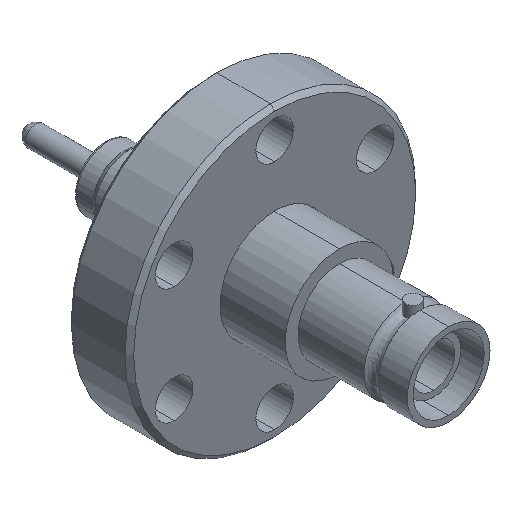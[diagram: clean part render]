
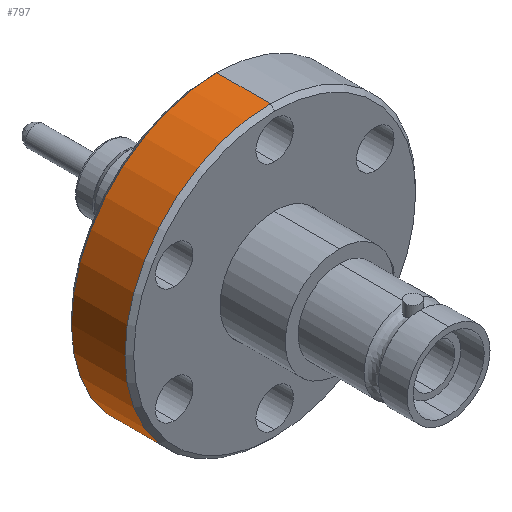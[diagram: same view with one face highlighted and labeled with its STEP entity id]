
A CAD part, isometric view. The second image highlights one B-rep face of the part: STEP entity #797.
In plain terms, the highlighted cylindrical face has radius 16.891 mm (diameter 33.782 mm), a partial arc.
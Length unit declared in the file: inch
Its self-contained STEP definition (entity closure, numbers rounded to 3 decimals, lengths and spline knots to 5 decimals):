
#625 = EDGE_CURVE ( 'NONE', #3600, #3431, #1102, .T. ) ;
#628 = EDGE_CURVE ( 'NONE', #3479, #3571, #1113, .T. ) ;
#740 = EDGE_CURVE ( 'NONE', #3479, #3600, #876, .T. ) ;
#741 = EDGE_CURVE ( 'NONE', #3571, #3431, #871, .T. ) ;
#797 = ADVANCED_FACE ( 'NONE', ( #2837 ), #2840, .T. ) ;
#862 = AXIS2_PLACEMENT_3D ( 'NONE', #1564, #1565, #1566 ) ;
#867 = AXIS2_PLACEMENT_3D ( 'NONE', #1561, #1562, #1563 ) ;
#871 = CIRCLE ( 'NONE', #862, 0.665 ) ;
#876 = CIRCLE ( 'NONE', #867, 0.665 ) ;
#1102 = LINE ( 'NONE', #1110, #2551 ) ;
#1110 = CARTESIAN_POINT ( 'NONE',  ( 0., 0., -0.665 ) ) ;
#1111 = DIRECTION ( 'NONE',  ( 0., -1., 0. ) ) ;
#1113 = LINE ( 'NONE', #1119, #2537 ) ;
#1119 = CARTESIAN_POINT ( 'NONE',  ( 0., 0., 0.665 ) ) ;
#1120 = DIRECTION ( 'NONE',  ( 0., -1., 0. ) ) ;
#1561 = CARTESIAN_POINT ( 'NONE',  ( 0., 0.265, 0. ) ) ;
#1562 = DIRECTION ( 'NONE',  ( 0., -1., 0. ) ) ;
#1563 = DIRECTION ( 'NONE',  ( 0., 0., -1. ) ) ;
#1564 = CARTESIAN_POINT ( 'NONE',  ( 0., 0.02, 0. ) ) ;
#1565 = DIRECTION ( 'NONE',  ( 0., -1., 0. ) ) ;
#1566 = DIRECTION ( 'NONE',  ( 0., 0., -1. ) ) ;
#2192 = ORIENTED_EDGE ( 'NONE', *, *, #741, .F. ) ;
#2193 = ORIENTED_EDGE ( 'NONE', *, *, #625, .T. ) ;
#2194 = ORIENTED_EDGE ( 'NONE', *, *, #740, .T. ) ;
#2195 = ORIENTED_EDGE ( 'NONE', *, *, #628, .F. ) ;
#2537 = VECTOR ( 'NONE', #1120, 39.37008 ) ;
#2551 = VECTOR ( 'NONE', #1111, 39.37008 ) ;
#2830 = DIRECTION ( 'NONE',  ( 0., -1., 0. ) ) ;
#2837 = FACE_OUTER_BOUND ( 'NONE', #3347, .T. ) ;
#2838 = CARTESIAN_POINT ( 'NONE',  ( 0., 0., 0. ) ) ;
#2840 = CYLINDRICAL_SURFACE ( 'NONE', #3286, 0.665 ) ;
#2841 = DIRECTION ( 'NONE',  ( 0., 0., -1. ) ) ;
#3045 = CARTESIAN_POINT ( 'NONE',  ( 0., 0.02, -0.665 ) ) ;
#3090 = CARTESIAN_POINT ( 'NONE',  ( 0., 0.265, 0.665 ) ) ;
#3157 = CARTESIAN_POINT ( 'NONE',  ( 0., 0.02, 0.665 ) ) ;
#3181 = CARTESIAN_POINT ( 'NONE',  ( 0., 0.265, -0.665 ) ) ;
#3286 = AXIS2_PLACEMENT_3D ( 'NONE', #2838, #2830, #2841 ) ;
#3347 = EDGE_LOOP ( 'NONE', ( #2195, #2194, #2193, #2192 ) ) ;
#3431 = VERTEX_POINT ( 'NONE', #3045 ) ;
#3479 = VERTEX_POINT ( 'NONE', #3090 ) ;
#3571 = VERTEX_POINT ( 'NONE', #3157 ) ;
#3600 = VERTEX_POINT ( 'NONE', #3181 ) ;
